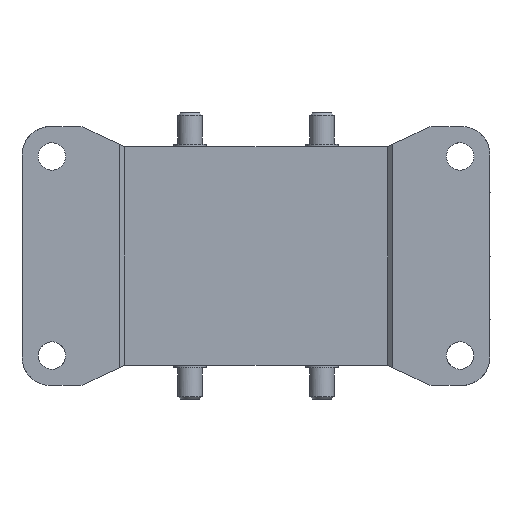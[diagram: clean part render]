
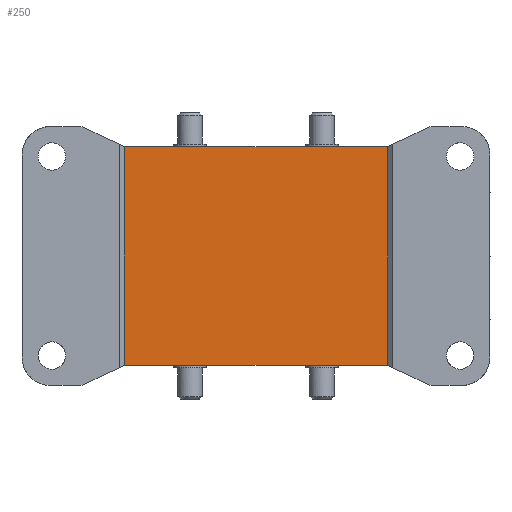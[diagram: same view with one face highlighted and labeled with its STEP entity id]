
A CAD part, front view. The second image highlights one B-rep face of the part: STEP entity #250.
In plain terms, the highlighted planar face has unit normal (0, -1, 0).
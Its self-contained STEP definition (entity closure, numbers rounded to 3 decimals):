
#250 = ADVANCED_FACE ( 'NONE', ( #9199 ), #7832, .T. ) ;
#1056 = LINE ( 'NONE', #1057, #12848 ) ;
#1057 = CARTESIAN_POINT ( 'NONE',  ( 0., -52.5, -21.941 ) ) ;
#1058 = DIRECTION ( 'NONE',  ( 1., 0., 0. ) ) ;
#1490 = LINE ( 'NONE', #1491, #12906 ) ;
#1491 = CARTESIAN_POINT ( 'NONE',  ( -26.404, -52.5, 21.941 ) ) ;
#1492 = DIRECTION ( 'NONE',  ( -0.904, 0., 0.427 ) ) ;
#2779 = VERTEX_POINT ( 'NONE', #10826 ) ;
#2780 = VERTEX_POINT ( 'NONE', #10810 ) ;
#2799 = VERTEX_POINT ( 'NONE', #17676 ) ;
#2800 = VERTEX_POINT ( 'NONE', #17626 ) ;
#2802 = VERTEX_POINT ( 'NONE', #17638 ) ;
#2804 = VERTEX_POINT ( 'NONE', #17622 ) ;
#3365 = LINE ( 'NONE', #3366, #12797 ) ;
#3366 = CARTESIAN_POINT ( 'NONE',  ( 35., -52.5, 26. ) ) ;
#3367 = DIRECTION ( 'NONE',  ( 0.904, 0., 0.427 ) ) ;
#5144 = LINE ( 'NONE', #5145, #11478 ) ;
#5145 = CARTESIAN_POINT ( 'NONE',  ( -26.422, -52.5, 0. ) ) ;
#5146 = DIRECTION ( 'NONE',  ( 0., 0., -1. ) ) ;
#6051 = LINE ( 'NONE', #6052, #11428 ) ;
#6052 = CARTESIAN_POINT ( 'NONE',  ( 26.422, -52.5, 0. ) ) ;
#6053 = DIRECTION ( 'NONE',  ( 0., 0., 1. ) ) ;
#7647 = CARTESIAN_POINT ( 'NONE',  ( 0., -52.5, 0. ) ) ;
#7648 = DIRECTION ( 'NONE',  ( 0., -1., 0. ) ) ;
#7649 = DIRECTION ( 'NONE',  ( 0., 0., -1. ) ) ;
#7832 = PLANE ( 'NONE',  #9195 ) ;
#9195 = AXIS2_PLACEMENT_3D ( 'NONE', #7647, #7648, #7649 ) ;
#9199 = FACE_OUTER_BOUND ( 'NONE', #16574, .T. ) ;
#9367 = VECTOR ( 'NONE', #16293, 1000. ) ;
#10810 = CARTESIAN_POINT ( 'NONE',  ( 26.422, -52.5, 21.949 ) ) ;
#10826 = CARTESIAN_POINT ( 'NONE',  ( -26.422, -52.5, 21.949 ) ) ;
#11428 = VECTOR ( 'NONE', #6053, 1000. ) ;
#11478 = VECTOR ( 'NONE', #5146, 1000. ) ;
#12066 = VECTOR ( 'NONE', #15650, 1000. ) ;
#12254 = VECTOR ( 'NONE', #15528, 1000. ) ;
#12797 = VECTOR ( 'NONE', #3367, 1000. ) ;
#12848 = VECTOR ( 'NONE', #1058, 1000. ) ;
#12906 = VECTOR ( 'NONE', #1492, 1000. ) ;
#14168 = CARTESIAN_POINT ( 'NONE',  ( -26.404, -52.5, 21.941 ) ) ;
#14169 = CARTESIAN_POINT ( 'NONE',  ( 26.404, -52.5, 21.941 ) ) ;
#14414 = EDGE_CURVE ( 'NONE', #2804, #2780, #6051, .T. ) ;
#14482 = EDGE_CURVE ( 'NONE', #2779, #2800, #5144, .T. ) ;
#14558 = EDGE_CURVE ( 'NONE', #18952, #2780, #3365, .T. ) ;
#14604 = EDGE_CURVE ( 'NONE', #2799, #2802, #1056, .T. ) ;
#14667 = EDGE_CURVE ( 'NONE', #18951, #2779, #1490, .T. ) ;
#15020 = EDGE_CURVE ( 'NONE', #18951, #18952, #16291, .T. ) ;
#15282 = EDGE_CURVE ( 'NONE', #2804, #2802, #15526, .T. ) ;
#15290 = EDGE_CURVE ( 'NONE', #2799, #2800, #15648, .T. ) ;
#15526 = LINE ( 'NONE', #15527, #12254 ) ;
#15527 = CARTESIAN_POINT ( 'NONE',  ( 26., -52.5, -21.75 ) ) ;
#15528 = DIRECTION ( 'NONE',  ( -0.904, 0., 0.427 ) ) ;
#15648 = LINE ( 'NONE', #15649, #12066 ) ;
#15649 = CARTESIAN_POINT ( 'NONE',  ( -35., -52.5, -26. ) ) ;
#15650 = DIRECTION ( 'NONE',  ( -0.904, 0., -0.427 ) ) ;
#16291 = LINE ( 'NONE', #16292, #9367 ) ;
#16292 = CARTESIAN_POINT ( 'NONE',  ( -30.935, -52.5, 21.941 ) ) ;
#16293 = DIRECTION ( 'NONE',  ( 1., 0., 0. ) ) ;
#16574 = EDGE_LOOP ( 'NONE', ( #18212, #18211, #18210, #18213, #18209, #18207, #18208, #18205 ) ) ;
#17622 = CARTESIAN_POINT ( 'NONE',  ( 26.422, -52.5, -21.949 ) ) ;
#17626 = CARTESIAN_POINT ( 'NONE',  ( -26.422, -52.5, -21.949 ) ) ;
#17638 = CARTESIAN_POINT ( 'NONE',  ( 26.404, -52.5, -21.941 ) ) ;
#17676 = CARTESIAN_POINT ( 'NONE',  ( -26.404, -52.5, -21.941 ) ) ;
#18205 = ORIENTED_EDGE ( 'NONE', *, *, #14482, .T. ) ;
#18207 = ORIENTED_EDGE ( 'NONE', *, *, #15020, .F. ) ;
#18208 = ORIENTED_EDGE ( 'NONE', *, *, #14667, .T. ) ;
#18209 = ORIENTED_EDGE ( 'NONE', *, *, #14558, .F. ) ;
#18210 = ORIENTED_EDGE ( 'NONE', *, *, #15282, .F. ) ;
#18211 = ORIENTED_EDGE ( 'NONE', *, *, #14604, .T. ) ;
#18212 = ORIENTED_EDGE ( 'NONE', *, *, #15290, .F. ) ;
#18213 = ORIENTED_EDGE ( 'NONE', *, *, #14414, .T. ) ;
#18951 = VERTEX_POINT ( 'NONE', #14168 ) ;
#18952 = VERTEX_POINT ( 'NONE', #14169 ) ;
